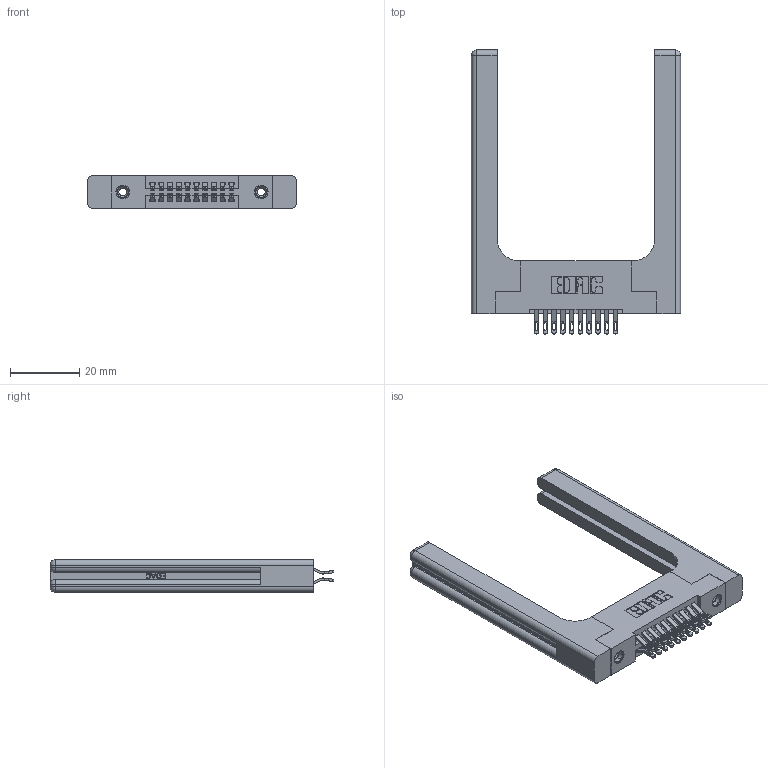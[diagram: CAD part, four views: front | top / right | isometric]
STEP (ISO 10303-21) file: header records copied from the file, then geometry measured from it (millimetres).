
FILE_DESCRIPTION (( 'STEP AP203' ), '1' );
FILE_NAME ('395-020-555-258.STEP', '2019-10-15T21:44:41', ( '' ), ( '' ), 'SwSTEP 2.0', 'SolidWorks 2016', '' );
FILE_SCHEMA (( 'CONFIG_CONTROL_DESIGN' ));
Length unit declared in the file: inch
Products named in the file (5): 345 Part_Flush Mounting Lugs - 0.156 Dia-TH; 345-292-001_555 Tail; 345-250-001_345-250-001-102; 345-220-058_345-220-058; 395-020-555-258
Assembly tree (25 placements, depth 2):
  395-020-555-258
    345 Part_Flush Mounting Lugs - 0.156 Dia-TH
    345-292-001_555 Tail  x20
    345-250-001_345-250-001-102  x2
    345-220-058_345-220-058  x2
Bounding box: 60.43 x 82.09 x 9.4 mm (x, y, z)
Volume: 14106 mm3; surface area: 12964.2 mm2
Topology: 25 solids, 25 shells, 1502 faces, 4547 edges, 3010 vertices
Faces by surface type: plane 848, cylinder 594, bspline 36, cone 12, sphere 8, torus 4
Entity records: 17662 total; most frequent: CARTESIAN_POINT 4019, ORIENTED_EDGE 2720, DIRECTION 2484, EDGE_CURVE 1360, LINE 1076, VECTOR 1076, VERTEX_POINT 898, AXIS2_PLACEMENT_3D 704
